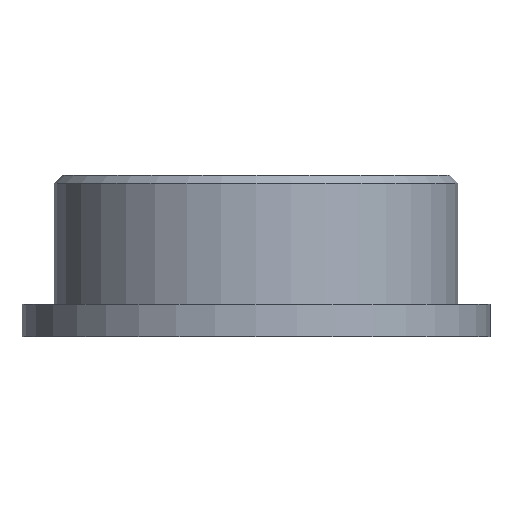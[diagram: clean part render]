
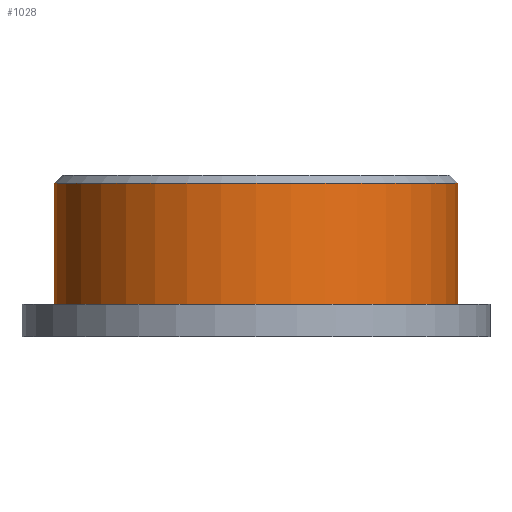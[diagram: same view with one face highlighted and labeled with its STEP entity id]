
A CAD part, front view. The second image highlights one B-rep face of the part: STEP entity #1028.
In plain terms, the highlighted cylindrical face has radius 5 mm (diameter 10 mm), a partial arc.
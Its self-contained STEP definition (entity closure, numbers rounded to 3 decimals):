
#28 = EDGE_CURVE ( 'NONE', #500, #502, #1371, .T. ) ;
#67 = EDGE_CURVE ( 'NONE', #502, #498, #1311, .T. ) ;
#87 = AXIS2_PLACEMENT_3D ( 'NONE', #382, #381, #380 ) ;
#157 = AXIS2_PLACEMENT_3D ( 'NONE', #664, #671, #667 ) ;
#184 = AXIS2_PLACEMENT_3D ( 'NONE', #626, #571, #568 ) ;
#197 = EDGE_CURVE ( 'NONE', #499, #498, #1221, .T. ) ;
#272 = EDGE_CURVE ( 'NONE', #500, #499, #1228, .T. ) ;
#292 = DIRECTION ( 'NONE',  ( 0., 0., 1. ) ) ;
#293 = CARTESIAN_POINT ( 'NONE',  ( 5., 0., 2. ) ) ;
#380 = DIRECTION ( 'NONE',  ( 1., 0., 0. ) ) ;
#381 = DIRECTION ( 'NONE',  ( 0., 0., 1. ) ) ;
#382 = CARTESIAN_POINT ( 'NONE',  ( 0., 0., -1.2 ) ) ;
#498 = VERTEX_POINT ( 'NONE', #844 ) ;
#499 = VERTEX_POINT ( 'NONE', #843 ) ;
#500 = VERTEX_POINT ( 'NONE', #842 ) ;
#502 = VERTEX_POINT ( 'NONE', #841 ) ;
#568 = DIRECTION ( 'NONE',  ( 1., 0., 0. ) ) ;
#571 = DIRECTION ( 'NONE',  ( 0., 0., 1. ) ) ;
#626 = CARTESIAN_POINT ( 'NONE',  ( 0., 0., 1.8 ) ) ;
#664 = CARTESIAN_POINT ( 'NONE',  ( 0., 0., 2. ) ) ;
#667 = DIRECTION ( 'NONE',  ( 1., 0., 0. ) ) ;
#671 = DIRECTION ( 'NONE',  ( 0., 0., 1. ) ) ;
#841 = CARTESIAN_POINT ( 'NONE',  ( 5., 0., -1.2 ) ) ;
#842 = CARTESIAN_POINT ( 'NONE',  ( -5., 0., -1.2 ) ) ;
#843 = CARTESIAN_POINT ( 'NONE',  ( -5., 0., 1.8 ) ) ;
#844 = CARTESIAN_POINT ( 'NONE',  ( 5., 0., 1.8 ) ) ;
#925 = DIRECTION ( 'NONE',  ( 0., 0., 1. ) ) ;
#926 = CARTESIAN_POINT ( 'NONE',  ( -5., 0., 2. ) ) ;
#1028 = ADVANCED_FACE ( 'NONE', ( #1117 ), #1119, .T. ) ;
#1068 = EDGE_LOOP ( 'NONE', ( #1389, #1391, #1393, #1395 ) ) ;
#1117 = FACE_OUTER_BOUND ( 'NONE', #1068, .T. ) ;
#1119 = CYLINDRICAL_SURFACE ( 'NONE', #157, 5. ) ;
#1221 = CIRCLE ( 'NONE', #184, 5. ) ;
#1228 = LINE ( 'NONE', #926, #1234 ) ;
#1234 = VECTOR ( 'NONE', #925, 1000. ) ;
#1290 = VECTOR ( 'NONE', #292, 1000. ) ;
#1311 = LINE ( 'NONE', #293, #1290 ) ;
#1371 = CIRCLE ( 'NONE', #87, 5. ) ;
#1389 = ORIENTED_EDGE ( 'NONE', *, *, #272, .F. ) ;
#1391 = ORIENTED_EDGE ( 'NONE', *, *, #28, .T. ) ;
#1393 = ORIENTED_EDGE ( 'NONE', *, *, #67, .T. ) ;
#1395 = ORIENTED_EDGE ( 'NONE', *, *, #197, .F. ) ;
